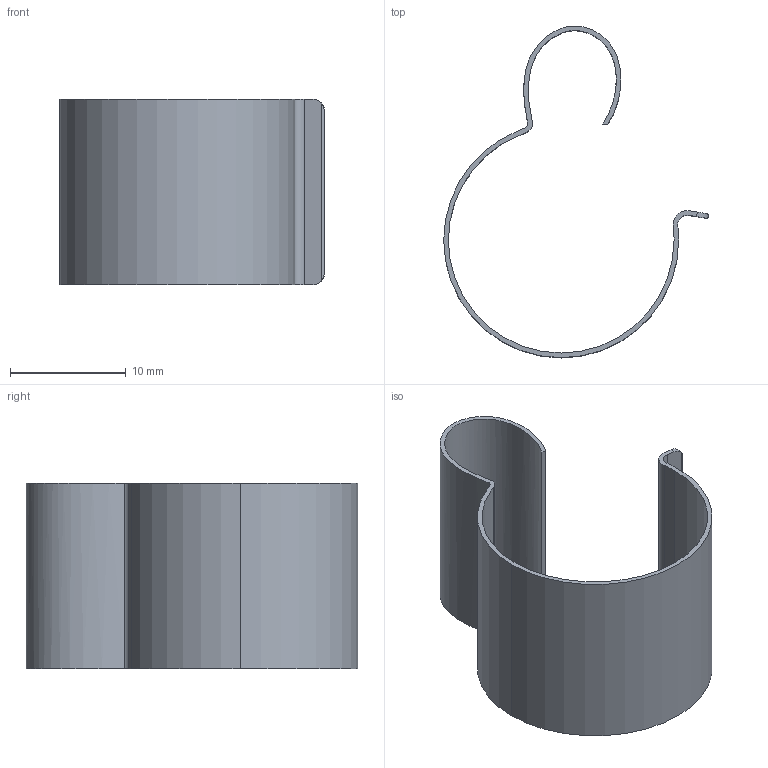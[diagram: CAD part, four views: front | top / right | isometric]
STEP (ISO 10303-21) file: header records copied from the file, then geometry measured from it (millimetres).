
FILE_DESCRIPTION (( 'STEP AP214' ), '1' );
FILE_NAME ('3110-222.STEP', '2024-09-11T08:27:07', ( '' ), ( '' ), 'SwSTEP 2.0', 'SolidWorks 2022', '' );
FILE_SCHEMA (( 'AUTOMOTIVE_DESIGN' ));
Length unit declared in the file: millimetre
Products named in the file (1): 3110-222
Bounding box: 22.86 x 28.65 x 16 mm (x, y, z)
Volume: 445.4 mm3; surface area: 2318.2 mm2
Topology: 1 solids, 1 shells, 24 faces, 68 edges, 46 vertices
Faces by surface type: cylinder 13, plane 8, bspline 3
Entity records: 912 total; most frequent: CARTESIAN_POINT 254, ORIENTED_EDGE 136, DIRECTION 126, EDGE_CURVE 68, AXIS2_PLACEMENT_3D 46, VERTEX_POINT 46, VECTOR 34, LINE 34
